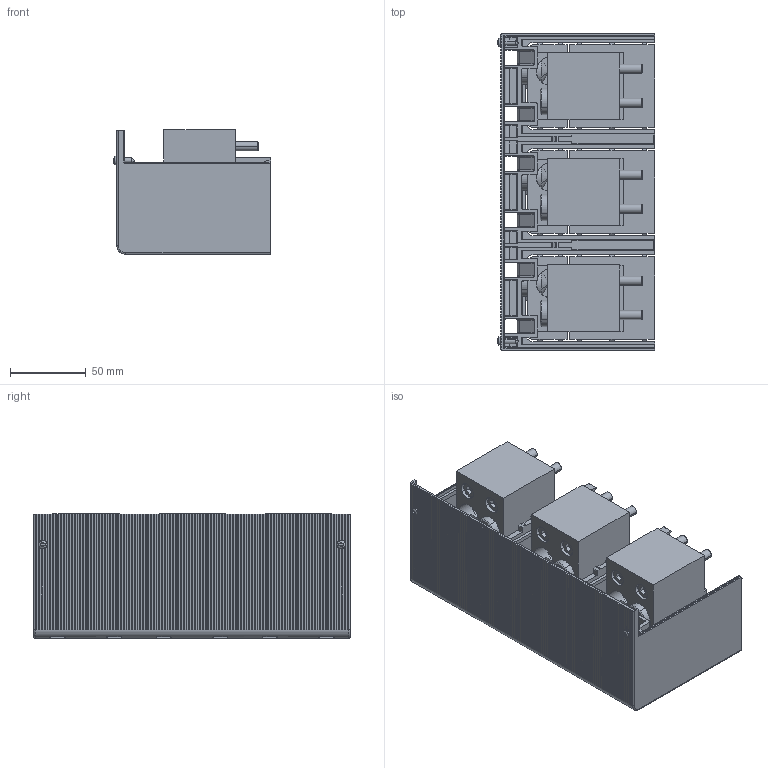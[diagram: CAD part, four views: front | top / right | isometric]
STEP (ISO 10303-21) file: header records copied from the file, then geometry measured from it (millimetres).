
FILE_DESCRIPTION((''),'2;1');
FILE_NAME('1SDH002065A1197_IGES','2020-07-29T15:04:10',('ITMADEL7'),(''),'CREO PARAMETRIC BY PTC INC, 2019030','CREO PARAMETRIC BY PTC INC, 2019030','');
FILE_SCHEMA(('AUTOMOTIVE_DESIGN { 1 0 10303 214 1 1 1 1 }'));
Products named in the file (1): 1SDH002065A1197_IGES
Bounding box: 103.64 x 209 x 82.4 mm (x, y, z)
Volume: 451701.6 mm3; surface area: 256727.1 mm2
Topology: 1 solids, 4 shells, 1870 faces, 5008 edges, 3041 vertices
Faces by surface type: plane 1216, cylinder 398, cone 76, torus 68, sphere 64, bspline 48
Entity records: 78016 total; most frequent: CARTESIAN_POINT 18048, ORIENTED_EDGE 9808, DIRECTION 9341, EDGE_CURVE 4904, VECTOR 3615, LINE 3615, VERTEX_POINT 3041, AXIS2_PLACEMENT_3D 2863
